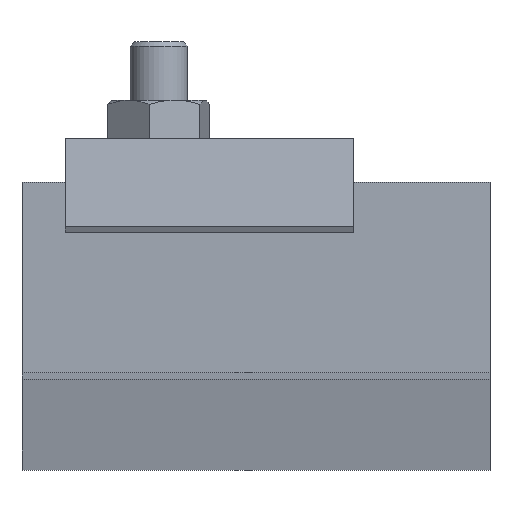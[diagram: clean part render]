
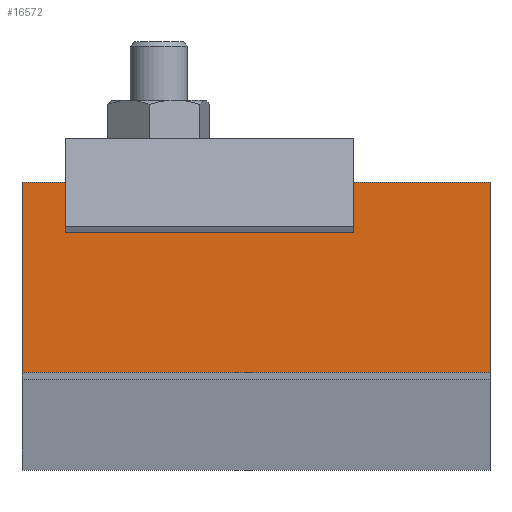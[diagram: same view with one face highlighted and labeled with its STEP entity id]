
A CAD part, left-side view. The second image highlights one B-rep face of the part: STEP entity #16572.
In plain terms, the highlighted face is planar.
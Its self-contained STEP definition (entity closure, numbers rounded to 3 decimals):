
#16373=DIRECTION('',(0.,-1.,0.));
#16374=VECTOR('',#16373,36.);
#16375=CARTESIAN_POINT('',(0.,0.,0.));
#16376=LINE('',#16375,#16374);
#16377=DIRECTION('',(0.,0.,1.));
#16378=VECTOR('',#16377,65.);
#16379=CARTESIAN_POINT('',(0.,-36.,0.));
#16380=LINE('',#16379,#16378);
#16381=DIRECTION('',(0.,1.,0.));
#16382=VECTOR('',#16381,36.);
#16383=CARTESIAN_POINT('',(0.,-36.,65.));
#16384=LINE('',#16383,#16382);
#16385=DIRECTION('',(0.,0.,1.));
#16386=VECTOR('',#16385,65.);
#16387=CARTESIAN_POINT('',(0.,0.,0.));
#16388=LINE('',#16387,#16386);
#16389=CARTESIAN_POINT('',(0.,0.,0.));
#16391=VERTEX_POINT('',#16389);
#16401=CARTESIAN_POINT('',(0.,0.,65.));
#16402=VERTEX_POINT('',#16401);
#16413=CARTESIAN_POINT('',(0.,-36.,0.));
#16414=CARTESIAN_POINT('',(0.,-36.,65.));
#16415=VERTEX_POINT('',#16413);
#16416=VERTEX_POINT('',#16414);
#16561=CARTESIAN_POINT('',(0.,0.,65.));
#16562=DIRECTION('',(1.,0.,0.));
#16563=DIRECTION('',(0.,1.,0.));
#16564=AXIS2_PLACEMENT_3D('',#16561,#16562,#16563);
#16565=PLANE('',#16564);
#16566=ORIENTED_EDGE('',*,*,#16451,.T.);
#16567=ORIENTED_EDGE('',*,*,#16432,.T.);
#16568=ORIENTED_EDGE('',*,*,#16487,.T.);
#16569=ORIENTED_EDGE('',*,*,#16554,.F.);
#16570=EDGE_LOOP('',(#16566,#16567,#16568,#16569));
#16571=FACE_OUTER_BOUND('',#16570,.F.);
#16572=ADVANCED_FACE('',(#16571),#16565,.T.);
#16432=EDGE_CURVE('',#16415,#16416,#16380,.T.);
#16451=EDGE_CURVE('',#16391,#16415,#16376,.T.);
#16487=EDGE_CURVE('',#16416,#16402,#16384,.T.);
#16554=EDGE_CURVE('',#16391,#16402,#16388,.T.);
